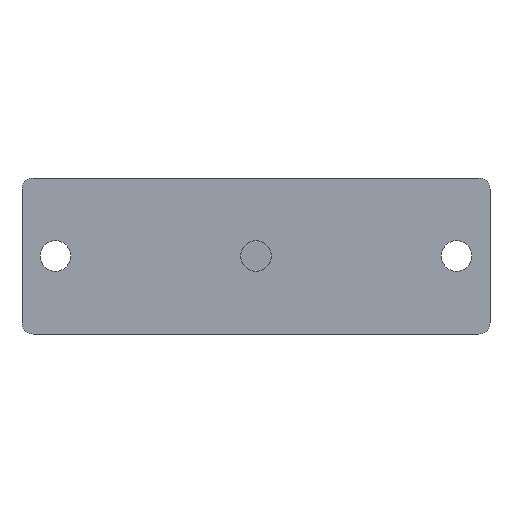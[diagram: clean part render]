
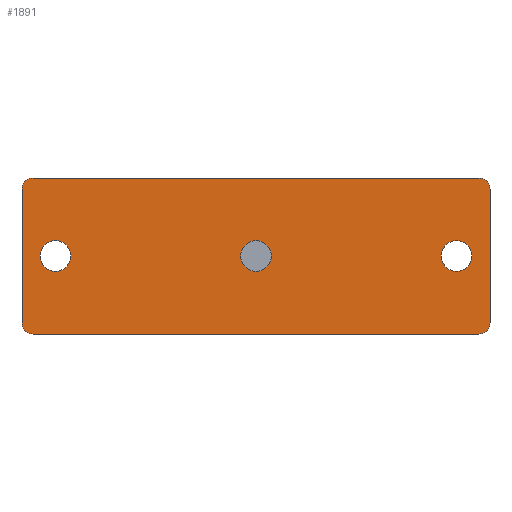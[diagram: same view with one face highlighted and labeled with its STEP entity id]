
A CAD part, front view. The second image highlights one B-rep face of the part: STEP entity #1891.
In plain terms, the highlighted planar face has unit normal (0, -1, 0).
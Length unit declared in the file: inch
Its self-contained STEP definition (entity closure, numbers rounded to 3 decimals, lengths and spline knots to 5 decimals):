
#48 = CIRCLE ( 'NONE', #1708, 0.34375 ) ;
#94 = CARTESIAN_POINT ( 'NONE',  ( -4.5, 0., 0. ) ) ;
#125 = DIRECTION ( 'NONE',  ( 0., 0., 1. ) ) ;
#148 = VECTOR ( 'NONE', #1619, 39.37008 ) ;
#213 = EDGE_CURVE ( 'NONE', #1128, #1543, #1182, .T. ) ;
#241 = CARTESIAN_POINT ( 'NONE',  ( 4.5, 0., 0. ) ) ;
#271 = DIRECTION ( 'NONE',  ( 0., 1., 0. ) ) ;
#305 = EDGE_LOOP ( 'NONE', ( #501, #1589, #982, #1592, #1992, #2939, #1586, #3339 ) ) ;
#316 = DIRECTION ( 'NONE',  ( 0., 0., -1. ) ) ;
#327 = EDGE_CURVE ( 'NONE', #518, #3691, #2239, .T. ) ;
#389 = CARTESIAN_POINT ( 'NONE',  ( 0., 0., -0.34375 ) ) ;
#399 = EDGE_CURVE ( 'NONE', #2106, #493, #475, .T. ) ;
#405 = CARTESIAN_POINT ( 'NONE',  ( 5., 0., -1.75 ) ) ;
#407 = DIRECTION ( 'NONE',  ( 0., 1., 0. ) ) ;
#437 = CARTESIAN_POINT ( 'NONE',  ( -5.25, 0., -1.5 ) ) ;
#441 = CIRCLE ( 'NONE', #2316, 0.34375 ) ;
#458 = ORIENTED_EDGE ( 'NONE', *, *, #1681, .T. ) ;
#475 = CIRCLE ( 'NONE', #1139, 0.34375 ) ;
#485 = EDGE_CURVE ( 'NONE', #493, #2106, #3908, .T. ) ;
#493 = VERTEX_POINT ( 'NONE', #389 ) ;
#501 = ORIENTED_EDGE ( 'NONE', *, *, #804, .F. ) ;
#502 = VERTEX_POINT ( 'NONE', #2034 ) ;
#518 = VERTEX_POINT ( 'NONE', #3894 ) ;
#543 = FACE_BOUND ( 'NONE', #1037, .T. ) ;
#554 = EDGE_LOOP ( 'NONE', ( #2612, #567 ) ) ;
#557 = CARTESIAN_POINT ( 'NONE',  ( 5.25, 0., 1.5 ) ) ;
#567 = ORIENTED_EDGE ( 'NONE', *, *, #2642, .T. ) ;
#603 = CARTESIAN_POINT ( 'NONE',  ( -5., 0., 1.5 ) ) ;
#609 = DIRECTION ( 'NONE',  ( 0., 0., 1. ) ) ;
#630 = AXIS2_PLACEMENT_3D ( 'NONE', #3676, #3996, #3041 ) ;
#648 = CARTESIAN_POINT ( 'NONE',  ( 5., 0., 1.75 ) ) ;
#677 = CARTESIAN_POINT ( 'NONE',  ( 0., 0., 0. ) ) ;
#694 = CIRCLE ( 'NONE', #630, 0.25 ) ;
#700 = DIRECTION ( 'NONE',  ( 0., 1., 0. ) ) ;
#713 = VERTEX_POINT ( 'NONE', #2624 ) ;
#747 = AXIS2_PLACEMENT_3D ( 'NONE', #241, #3042, #609 ) ;
#761 = CARTESIAN_POINT ( 'NONE',  ( -5., 0., 1.75 ) ) ;
#804 = EDGE_CURVE ( 'NONE', #1543, #2657, #3655, .T. ) ;
#824 = AXIS2_PLACEMENT_3D ( 'NONE', #3386, #271, #896 ) ;
#837 = EDGE_CURVE ( 'NONE', #2657, #1651, #905, .T. ) ;
#865 = CIRCLE ( 'NONE', #2690, 0.25 ) ;
#894 = CARTESIAN_POINT ( 'NONE',  ( -5., 0., 1.75 ) ) ;
#896 = DIRECTION ( 'NONE',  ( 0., 0., 1. ) ) ;
#905 = LINE ( 'NONE', #894, #1512 ) ;
#968 = CARTESIAN_POINT ( 'NONE',  ( -5.25, 0., 1.5 ) ) ;
#982 = ORIENTED_EDGE ( 'NONE', *, *, #3098, .F. ) ;
#999 = CARTESIAN_POINT ( 'NONE',  ( -4.5, 0., 0.34375 ) ) ;
#1037 = EDGE_LOOP ( 'NONE', ( #2337, #458 ) ) ;
#1038 = CARTESIAN_POINT ( 'NONE',  ( 5., 0., -1.5 ) ) ;
#1042 = CARTESIAN_POINT ( 'NONE',  ( -5., 0., 1.5 ) ) ;
#1043 = DIRECTION ( 'NONE',  ( 0., 1., 0. ) ) ;
#1045 = ORIENTED_EDGE ( 'NONE', *, *, #485, .T. ) ;
#1077 = DIRECTION ( 'NONE',  ( 0., 0., 1. ) ) ;
#1128 = VERTEX_POINT ( 'NONE', #437 ) ;
#1139 = AXIS2_PLACEMENT_3D ( 'NONE', #677, #3095, #2188 ) ;
#1182 = LINE ( 'NONE', #3263, #2680 ) ;
#1260 = DIRECTION ( 'NONE',  ( 0., 0., 1. ) ) ;
#1274 = VERTEX_POINT ( 'NONE', #557 ) ;
#1353 = CIRCLE ( 'NONE', #824, 0.34375 ) ;
#1358 = DIRECTION ( 'NONE',  ( 0., 0., 1. ) ) ;
#1402 = VERTEX_POINT ( 'NONE', #1820 ) ;
#1512 = VECTOR ( 'NONE', #3673, 39.37008 ) ;
#1543 = VERTEX_POINT ( 'NONE', #968 ) ;
#1573 = EDGE_CURVE ( 'NONE', #1274, #1402, #2080, .T. ) ;
#1586 = ORIENTED_EDGE ( 'NONE', *, *, #2058, .F. ) ;
#1589 = ORIENTED_EDGE ( 'NONE', *, *, #213, .F. ) ;
#1592 = ORIENTED_EDGE ( 'NONE', *, *, #2299, .F. ) ;
#1619 = DIRECTION ( 'NONE',  ( -1., 0., 0. ) ) ;
#1651 = VERTEX_POINT ( 'NONE', #648 ) ;
#1681 = EDGE_CURVE ( 'NONE', #3691, #518, #48, .T. ) ;
#1694 = DIRECTION ( 'NONE',  ( 0., 0., 1. ) ) ;
#1708 = AXIS2_PLACEMENT_3D ( 'NONE', #3373, #2791, #1260 ) ;
#1769 = DIRECTION ( 'NONE',  ( 0., 1., 0. ) ) ;
#1820 = CARTESIAN_POINT ( 'NONE',  ( 5.25, 0., -1.5 ) ) ;
#1873 = CARTESIAN_POINT ( 'NONE',  ( 5.25, 0., -1.5 ) ) ;
#1891 = ADVANCED_FACE ( 'NONE', ( #2654, #3680, #543, #3925 ), #2283, .F. ) ;
#1938 = EDGE_LOOP ( 'NONE', ( #1045, #2089 ) ) ;
#1965 = DIRECTION ( 'NONE',  ( 0., 1., 0. ) ) ;
#1985 = VECTOR ( 'NONE', #316, 39.37008 ) ;
#1992 = ORIENTED_EDGE ( 'NONE', *, *, #3648, .F. ) ;
#2034 = CARTESIAN_POINT ( 'NONE',  ( -5., 0., -1.75 ) ) ;
#2058 = EDGE_CURVE ( 'NONE', #1651, #1274, #694, .T. ) ;
#2063 = EDGE_CURVE ( 'NONE', #713, #3693, #1353, .T. ) ;
#2080 = LINE ( 'NONE', #1873, #1985 ) ;
#2089 = ORIENTED_EDGE ( 'NONE', *, *, #399, .T. ) ;
#2106 = VERTEX_POINT ( 'NONE', #2115 ) ;
#2115 = CARTESIAN_POINT ( 'NONE',  ( 0., 0., 0.34375 ) ) ;
#2117 = LINE ( 'NONE', #2206, #148 ) ;
#2188 = DIRECTION ( 'NONE',  ( 0., 0., 1. ) ) ;
#2206 = CARTESIAN_POINT ( 'NONE',  ( -5., 0., -1.75 ) ) ;
#2239 = CIRCLE ( 'NONE', #747, 0.34375 ) ;
#2261 = CARTESIAN_POINT ( 'NONE',  ( 4.5, 0., 0.34375 ) ) ;
#2283 = PLANE ( 'NONE',  #3313 ) ;
#2299 = EDGE_CURVE ( 'NONE', #3711, #502, #2117, .T. ) ;
#2316 = AXIS2_PLACEMENT_3D ( 'NONE', #94, #1043, #2870 ) ;
#2337 = ORIENTED_EDGE ( 'NONE', *, *, #327, .T. ) ;
#2612 = ORIENTED_EDGE ( 'NONE', *, *, #2063, .T. ) ;
#2624 = CARTESIAN_POINT ( 'NONE',  ( -4.5, 0., -0.34375 ) ) ;
#2642 = EDGE_CURVE ( 'NONE', #3693, #713, #441, .T. ) ;
#2654 = FACE_OUTER_BOUND ( 'NONE', #305, .T. ) ;
#2657 = VERTEX_POINT ( 'NONE', #761 ) ;
#2680 = VECTOR ( 'NONE', #1694, 39.37008 ) ;
#2690 = AXIS2_PLACEMENT_3D ( 'NONE', #3929, #3945, #3307 ) ;
#2791 = DIRECTION ( 'NONE',  ( 0., 1., 0. ) ) ;
#2870 = DIRECTION ( 'NONE',  ( 0., 0., 1. ) ) ;
#2939 = ORIENTED_EDGE ( 'NONE', *, *, #1573, .F. ) ;
#3041 = DIRECTION ( 'NONE',  ( 0., 0., 1. ) ) ;
#3042 = DIRECTION ( 'NONE',  ( 0., 1., 0. ) ) ;
#3095 = DIRECTION ( 'NONE',  ( 0., 1., 0. ) ) ;
#3098 = EDGE_CURVE ( 'NONE', #502, #1128, #865, .T. ) ;
#3129 = AXIS2_PLACEMENT_3D ( 'NONE', #603, #1769, #3687 ) ;
#3263 = CARTESIAN_POINT ( 'NONE',  ( -5.25, 0., -1.5 ) ) ;
#3307 = DIRECTION ( 'NONE',  ( 0., 0., 1. ) ) ;
#3313 = AXIS2_PLACEMENT_3D ( 'NONE', #1042, #1965, #125 ) ;
#3339 = ORIENTED_EDGE ( 'NONE', *, *, #837, .F. ) ;
#3373 = CARTESIAN_POINT ( 'NONE',  ( 4.5, 0., 0. ) ) ;
#3386 = CARTESIAN_POINT ( 'NONE',  ( -4.5, 0., 0. ) ) ;
#3426 = CIRCLE ( 'NONE', #3554, 0.25 ) ;
#3554 = AXIS2_PLACEMENT_3D ( 'NONE', #1038, #700, #1358 ) ;
#3648 = EDGE_CURVE ( 'NONE', #1402, #3711, #3426, .T. ) ;
#3655 = CIRCLE ( 'NONE', #3129, 0.25 ) ;
#3673 = DIRECTION ( 'NONE',  ( 1., 0., 0. ) ) ;
#3676 = CARTESIAN_POINT ( 'NONE',  ( 5., 0., 1.5 ) ) ;
#3680 = FACE_BOUND ( 'NONE', #554, .T. ) ;
#3687 = DIRECTION ( 'NONE',  ( 0., 0., 1. ) ) ;
#3691 = VERTEX_POINT ( 'NONE', #2261 ) ;
#3693 = VERTEX_POINT ( 'NONE', #999 ) ;
#3711 = VERTEX_POINT ( 'NONE', #405 ) ;
#3796 = CARTESIAN_POINT ( 'NONE',  ( 0., 0., 0. ) ) ;
#3843 = AXIS2_PLACEMENT_3D ( 'NONE', #3796, #407, #1077 ) ;
#3894 = CARTESIAN_POINT ( 'NONE',  ( 4.5, 0., -0.34375 ) ) ;
#3908 = CIRCLE ( 'NONE', #3843, 0.34375 ) ;
#3925 = FACE_BOUND ( 'NONE', #1938, .T. ) ;
#3929 = CARTESIAN_POINT ( 'NONE',  ( -5., 0., -1.5 ) ) ;
#3945 = DIRECTION ( 'NONE',  ( 0., 1., 0. ) ) ;
#3996 = DIRECTION ( 'NONE',  ( 0., 1., 0. ) ) ;
